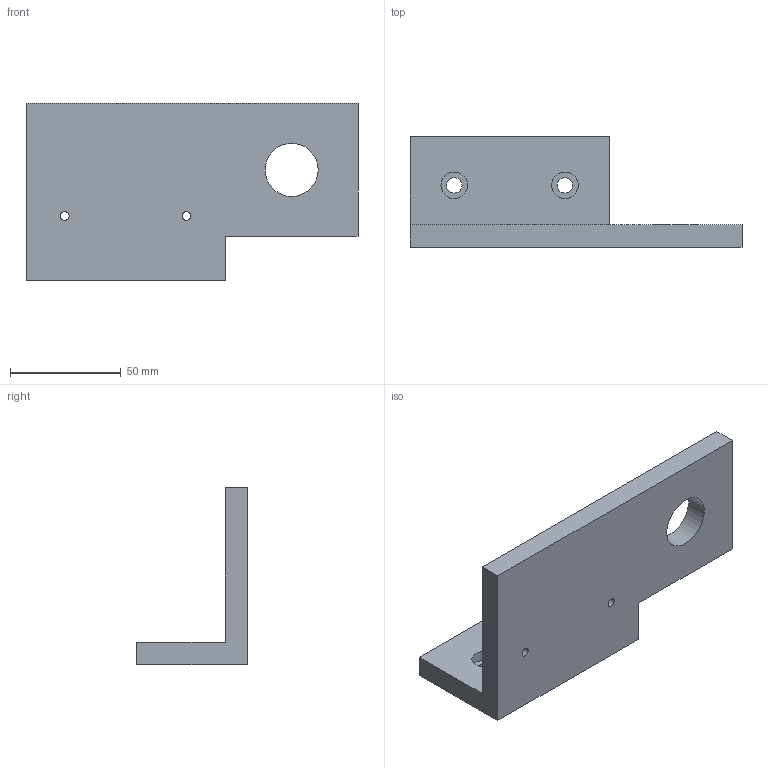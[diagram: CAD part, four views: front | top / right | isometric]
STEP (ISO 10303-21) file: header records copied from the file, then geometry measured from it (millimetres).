
FILE_DESCRIPTION(('STEP AP203'),'1');
FILE_NAME('20180607 Equerre_fixation_bloc_lentilles.stp','2018-06-07T09:46:43',(' '),(' '),'Spatial InterOp 3D',' ',' ');
FILE_SCHEMA(('CONFIG_CONTROL_DESIGN'));
Length unit declared in the file: millimetre
Products named in the file (1): 1
Bounding box: 150 x 50 x 80 mm (x, y, z)
Volume: 137709 mm3; surface area: 34693.2 mm2
Topology: 1 solids, 1 shells, 19 faces, 47 edges, 32 vertices
Faces by surface type: plane 12, cylinder 7
Full cylindrical faces by diameter (mm): 4 x2, 7 x2, 12 x2, 24 x1
Entity records: 582 total; most frequent: DIRECTION 92, CARTESIAN_POINT 88, ORIENTED_EDGE 76, EDGE_LOOP 38, EDGE_CURVE 38, AXIS2_PLACEMENT_3D 34, VERTEX_POINT 30, FACE_BOUND 26
